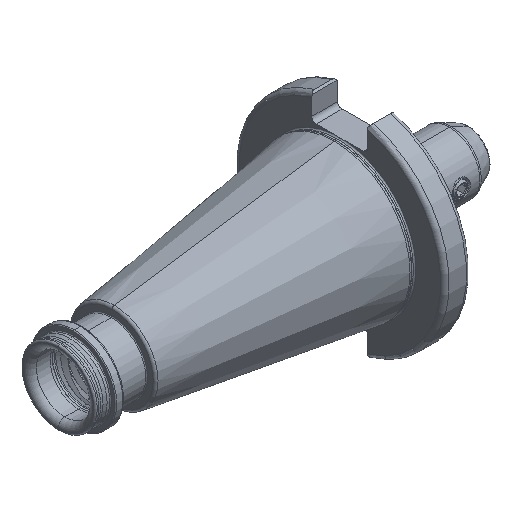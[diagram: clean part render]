
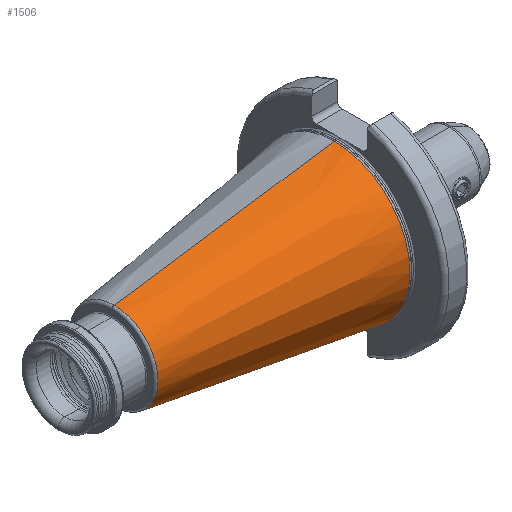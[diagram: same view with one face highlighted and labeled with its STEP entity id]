
A CAD part, isometric view. The second image highlights one B-rep face of the part: STEP entity #1506.
In plain terms, the highlighted conical face has half-angle 8.297 degrees and reference radius 35.027 mm.
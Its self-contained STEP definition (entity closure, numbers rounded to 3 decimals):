
#150 = EDGE_CURVE ( 'NONE', #14434, #14460, #8244, .T. ) ;
#160 = EDGE_CURVE ( 'NONE', #14486, #14428, #4795, .T. ) ;
#339 = EDGE_CURVE ( 'NONE', #14434, #14486, #13645, .T. ) ;
#401 = EDGE_CURVE ( 'NONE', #14460, #14428, #6956, .T. ) ;
#495 = AXIS2_PLACEMENT_3D ( 'NONE', #14932, #14933, #14905 ) ;
#512 = AXIS2_PLACEMENT_3D ( 'NONE', #15993, #16003, #15999 ) ;
#1506 = ADVANCED_FACE ( 'NONE', ( #7211 ), #7162, .T. ) ;
#3805 = CARTESIAN_POINT ( 'NONE',  ( -8.5, 0., 35.027 ) ) ;
#3810 = CARTESIAN_POINT ( 'NONE',  ( -110.123, 0., -20.207 ) ) ;
#3907 = CARTESIAN_POINT ( 'NONE',  ( -110.123, 0., 20.207 ) ) ;
#3910 = CARTESIAN_POINT ( 'NONE',  ( -8.5, 0., -35.027 ) ) ;
#4340 = AXIS2_PLACEMENT_3D ( 'NONE', #8891, #8898, #8879 ) ;
#4795 = CIRCLE ( 'NONE', #495, 35.027 ) ;
#6937 = VECTOR ( 'NONE', #12870, 1000. ) ;
#6956 = LINE ( 'NONE', #12886, #6937 ) ;
#7162 = CONICAL_SURFACE ( 'NONE', #4340, 35.027, 0.145 ) ;
#7211 = FACE_OUTER_BOUND ( 'NONE', #8171, .T. ) ;
#8171 = EDGE_LOOP ( 'NONE', ( #15338, #15180, #15241, #15170 ) ) ;
#8244 = CIRCLE ( 'NONE', #512, 20.207 ) ;
#8879 = DIRECTION ( 'NONE',  ( 0., 0., -1. ) ) ;
#8891 = CARTESIAN_POINT ( 'NONE',  ( -8.5, 0., 0. ) ) ;
#8898 = DIRECTION ( 'NONE',  ( 1., 0., 0. ) ) ;
#12525 = DIRECTION ( 'NONE',  ( 0.99, 0., -0.144 ) ) ;
#12528 = CARTESIAN_POINT ( 'NONE',  ( -8.5, 0., -35.027 ) ) ;
#12870 = DIRECTION ( 'NONE',  ( 0.99, 0., 0.144 ) ) ;
#12886 = CARTESIAN_POINT ( 'NONE',  ( -8.5, 0., 35.027 ) ) ;
#13645 = LINE ( 'NONE', #12528, #13665 ) ;
#13665 = VECTOR ( 'NONE', #12525, 1000. ) ;
#14428 = VERTEX_POINT ( 'NONE', #3805 ) ;
#14434 = VERTEX_POINT ( 'NONE', #3810 ) ;
#14460 = VERTEX_POINT ( 'NONE', #3907 ) ;
#14486 = VERTEX_POINT ( 'NONE', #3910 ) ;
#14905 = DIRECTION ( 'NONE',  ( 0., 0., 1. ) ) ;
#14932 = CARTESIAN_POINT ( 'NONE',  ( -8.5, 0., 0. ) ) ;
#14933 = DIRECTION ( 'NONE',  ( -1., 0., 0. ) ) ;
#15170 = ORIENTED_EDGE ( 'NONE', *, *, #160, .T. ) ;
#15180 = ORIENTED_EDGE ( 'NONE', *, *, #150, .F. ) ;
#15241 = ORIENTED_EDGE ( 'NONE', *, *, #339, .T. ) ;
#15338 = ORIENTED_EDGE ( 'NONE', *, *, #401, .F. ) ;
#15993 = CARTESIAN_POINT ( 'NONE',  ( -110.123, 0., 0. ) ) ;
#15999 = DIRECTION ( 'NONE',  ( 0., 0., 1. ) ) ;
#16003 = DIRECTION ( 'NONE',  ( -1., 0., 0. ) ) ;
